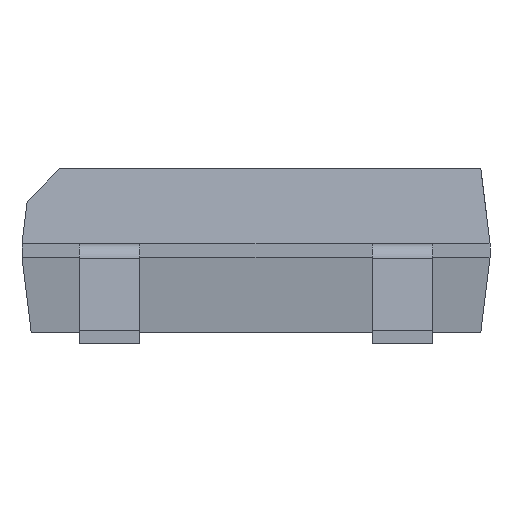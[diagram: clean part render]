
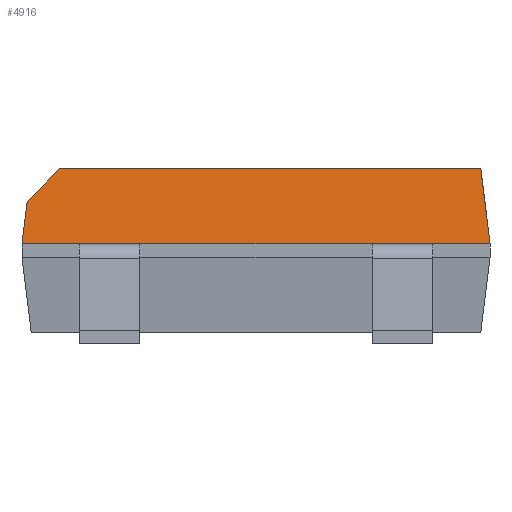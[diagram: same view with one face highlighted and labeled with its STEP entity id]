
A CAD part, front view. The second image highlights one B-rep face of the part: STEP entity #4916.
In plain terms, the highlighted planar face has unit normal (0, -0.993, 0.122).
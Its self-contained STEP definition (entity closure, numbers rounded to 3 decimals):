
#693 = VERTEX_POINT ( 'NONE', #3876 ) ;
#777 = DIRECTION ( 'NONE',  ( 0., 0.122, 0.993 ) ) ;
#1293 = DIRECTION ( 'NONE',  ( -0.121, -0.121, -0.985 ) ) ;
#1305 = VERTEX_POINT ( 'NONE', #2062 ) ;
#1323 = VERTEX_POINT ( 'NONE', #14029 ) ;
#1340 = VECTOR ( 'NONE', #4618, 1000. ) ;
#1704 = ORIENTED_EDGE ( 'NONE', *, *, #14399, .T. ) ;
#1855 = LINE ( 'NONE', #7526, #16379 ) ;
#2062 = CARTESIAN_POINT ( 'NONE',  ( 3.075, -3.175, 0.115 ) ) ;
#2209 = VECTOR ( 'NONE', #1293, 1000. ) ;
#2227 = ORIENTED_EDGE ( 'NONE', *, *, #6288, .T. ) ;
#2757 = CARTESIAN_POINT ( 'NONE',  ( -3.414, -3.014, 1.425 ) ) ;
#2881 = CARTESIAN_POINT ( 'NONE',  ( -3.075, -3.175, 0.115 ) ) ;
#3008 = ORIENTED_EDGE ( 'NONE', *, *, #3721, .T. ) ;
#3670 = LINE ( 'NONE', #13128, #13080 ) ;
#3721 = EDGE_CURVE ( 'NONE', #693, #9661, #17261, .T. ) ;
#3791 = CARTESIAN_POINT ( 'NONE',  ( -4.015, -3.115, 0.601 ) ) ;
#3848 = VECTOR ( 'NONE', #7131, 1000. ) ;
#3876 = CARTESIAN_POINT ( 'NONE',  ( 3.914, -3.014, 1.425 ) ) ;
#3884 = CARTESIAN_POINT ( 'NONE',  ( -2.025, -3.175, 0.115 ) ) ;
#3961 = LINE ( 'NONE', #16998, #6181 ) ;
#4618 = DIRECTION ( 'NONE',  ( 1., 0., 0. ) ) ;
#4895 = ORIENTED_EDGE ( 'NONE', *, *, #12924, .T. ) ;
#4916 = ADVANCED_FACE ( 'NONE', ( #16762 ), #12831, .T. ) ;
#4991 = DIRECTION ( 'NONE',  ( 0.121, -0.121, -0.985 ) ) ;
#5177 = CARTESIAN_POINT ( 'NONE',  ( 4.029, -3.129, 0.493 ) ) ;
#5382 = ORIENTED_EDGE ( 'NONE', *, *, #13914, .T. ) ;
#5623 = ORIENTED_EDGE ( 'NONE', *, *, #14733, .F. ) ;
#5939 = LINE ( 'NONE', #16583, #9811 ) ;
#6150 = DIRECTION ( 'NONE',  ( 1., 0., 0. ) ) ;
#6181 = VECTOR ( 'NONE', #6527, 1000. ) ;
#6288 = EDGE_CURVE ( 'NONE', #10760, #13173, #9602, .T. ) ;
#6527 = DIRECTION ( 'NONE',  ( -0.704, -0.086, -0.704 ) ) ;
#7131 = DIRECTION ( 'NONE',  ( 1., 0., 0. ) ) ;
#7376 = ORIENTED_EDGE ( 'NONE', *, *, #16247, .T. ) ;
#7507 = DIRECTION ( 'NONE',  ( 0., -0.993, 0.122 ) ) ;
#7526 = CARTESIAN_POINT ( 'NONE',  ( 4.075, -3.175, 0.115 ) ) ;
#8003 = CARTESIAN_POINT ( 'NONE',  ( -4.075, -3.175, 0.115 ) ) ;
#8066 = VECTOR ( 'NONE', #4991, 1000. ) ;
#8585 = LINE ( 'NONE', #2881, #1340 ) ;
#8635 = DIRECTION ( 'NONE',  ( 1., 0., 0. ) ) ;
#9505 = VECTOR ( 'NONE', #15957, 1000. ) ;
#9602 = LINE ( 'NONE', #12287, #3848 ) ;
#9661 = VERTEX_POINT ( 'NONE', #2757 ) ;
#9811 = VECTOR ( 'NONE', #8635, 1000. ) ;
#10440 = LINE ( 'NONE', #5177, #8066 ) ;
#10631 = CARTESIAN_POINT ( 'NONE',  ( 0., -3.014, 1.425 ) ) ;
#10632 = CARTESIAN_POINT ( 'NONE',  ( -3.075, -3.175, 0.115 ) ) ;
#10760 = VERTEX_POINT ( 'NONE', #8003 ) ;
#11210 = DIRECTION ( 'NONE',  ( 1., 0., 0. ) ) ;
#11614 = CARTESIAN_POINT ( 'NONE',  ( 0., -3.175, 0.115 ) ) ;
#12287 = CARTESIAN_POINT ( 'NONE',  ( 4.075, -3.175, 0.115 ) ) ;
#12503 = VERTEX_POINT ( 'NONE', #14447 ) ;
#12831 = PLANE ( 'NONE',  #16995 ) ;
#12924 = EDGE_CURVE ( 'NONE', #1305, #15829, #1855, .T. ) ;
#12992 = LINE ( 'NONE', #3791, #2209 ) ;
#13080 = VECTOR ( 'NONE', #6150, 1000. ) ;
#13128 = CARTESIAN_POINT ( 'NONE',  ( 2.025, -3.175, 0.115 ) ) ;
#13173 = VERTEX_POINT ( 'NONE', #10632 ) ;
#13914 = EDGE_CURVE ( 'NONE', #13173, #14503, #8585, .T. ) ;
#14029 = CARTESIAN_POINT ( 'NONE',  ( 2.025, -3.175, 0.115 ) ) ;
#14150 = EDGE_LOOP ( 'NONE', ( #3008, #14657, #1704, #2227, #5382, #7376, #16478, #4895, #5623 ) ) ;
#14399 = EDGE_CURVE ( 'NONE', #12503, #10760, #12992, .T. ) ;
#14447 = CARTESIAN_POINT ( 'NONE',  ( -3.984, -3.084, 0.855 ) ) ;
#14503 = VERTEX_POINT ( 'NONE', #3884 ) ;
#14655 = EDGE_CURVE ( 'NONE', #1323, #1305, #3670, .T. ) ;
#14657 = ORIENTED_EDGE ( 'NONE', *, *, #16750, .T. ) ;
#14733 = EDGE_CURVE ( 'NONE', #693, #15829, #10440, .T. ) ;
#15829 = VERTEX_POINT ( 'NONE', #17155 ) ;
#15957 = DIRECTION ( 'NONE',  ( -1., 0., 0. ) ) ;
#16247 = EDGE_CURVE ( 'NONE', #14503, #1323, #5939, .T. ) ;
#16379 = VECTOR ( 'NONE', #11210, 1000. ) ;
#16478 = ORIENTED_EDGE ( 'NONE', *, *, #14655, .T. ) ;
#16583 = CARTESIAN_POINT ( 'NONE',  ( 4.075, -3.175, 0.115 ) ) ;
#16750 = EDGE_CURVE ( 'NONE', #9661, #12503, #3961, .T. ) ;
#16762 = FACE_OUTER_BOUND ( 'NONE', #14150, .T. ) ;
#16995 = AXIS2_PLACEMENT_3D ( 'NONE', #11614, #7507, #777 ) ;
#16998 = CARTESIAN_POINT ( 'NONE',  ( -2.38, -2.887, 2.459 ) ) ;
#17155 = CARTESIAN_POINT ( 'NONE',  ( 4.075, -3.175, 0.115 ) ) ;
#17261 = LINE ( 'NONE', #10631, #9505 ) ;
